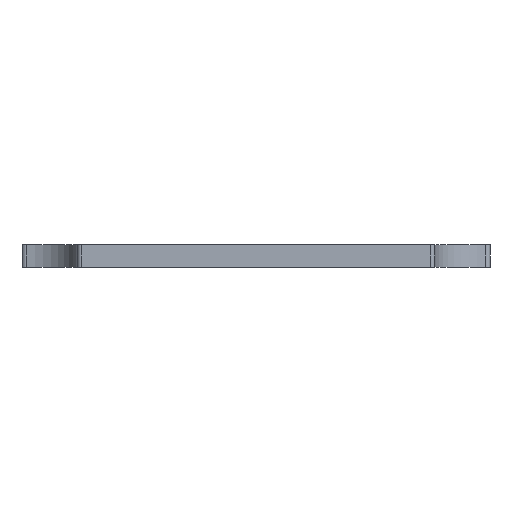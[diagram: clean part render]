
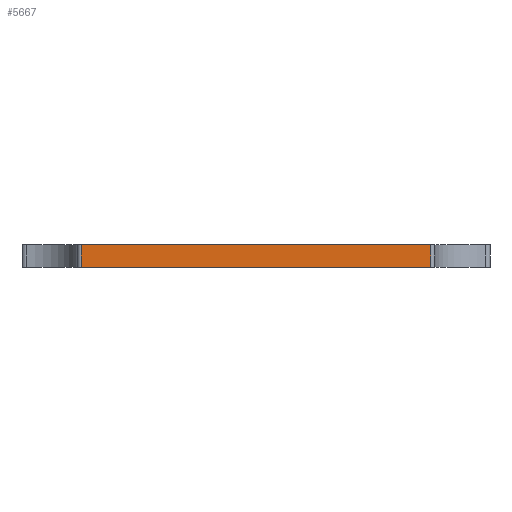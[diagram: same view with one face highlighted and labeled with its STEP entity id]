
A CAD part, left-side view. The second image highlights one B-rep face of the part: STEP entity #5667.
In plain terms, the highlighted planar face has unit normal (-1, 0, 0).
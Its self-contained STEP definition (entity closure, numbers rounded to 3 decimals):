
#91 = PLANE('',#92);
#92 = AXIS2_PLACEMENT_3D('',#93,#94,#95);
#93 = CARTESIAN_POINT('',(156.75,-107.,1.6));
#94 = DIRECTION('',(-0.,-0.,-1.));
#95 = DIRECTION('',(-1.,0.,0.));
#123 = CYLINDRICAL_SURFACE('',#124,0.3);
#124 = AXIS2_PLACEMENT_3D('',#125,#126,#127);
#125 = CARTESIAN_POINT('',(123.3,-119.7,0.));
#126 = DIRECTION('',(-0.,-0.,-1.));
#127 = DIRECTION('',(1.,0.,-0.));
#150 = PLANE('',#151);
#151 = AXIS2_PLACEMENT_3D('',#152,#153,#154);
#152 = CARTESIAN_POINT('',(156.75,-107.,0.));
#153 = DIRECTION('',(-0.,-0.,-1.));
#154 = DIRECTION('',(-1.,0.,0.));
#255 = EDGE_CURVE('',#256,#258,#260,.T.);
#256 = VERTEX_POINT('',#257);
#257 = CARTESIAN_POINT('',(123.,-119.7,0.));
#258 = VERTEX_POINT('',#259);
#259 = CARTESIAN_POINT('',(123.,-119.7,1.6));
#260 = SURFACE_CURVE('',#261,(#265,#272),.PCURVE_S1.);
#261 = LINE('',#262,#263);
#262 = CARTESIAN_POINT('',(123.,-119.7,0.));
#263 = VECTOR('',#264,1.);
#264 = DIRECTION('',(0.,0.,1.));
#265 = PCURVE('',#123,#266);
#266 = DEFINITIONAL_REPRESENTATION('',(#267),#271);
#267 = LINE('',#268,#269);
#268 = CARTESIAN_POINT('',(-3.142,0.));
#269 = VECTOR('',#270,1.);
#270 = DIRECTION('',(-0.,-1.));
#271 = ( GEOMETRIC_REPRESENTATION_CONTEXT(2) 
PARAMETRIC_REPRESENTATION_CONTEXT() REPRESENTATION_CONTEXT('2D SPACE',''
  ) );
#272 = PCURVE('',#273,#278);
#273 = PLANE('',#274);
#274 = AXIS2_PLACEMENT_3D('',#275,#276,#277);
#275 = CARTESIAN_POINT('',(123.,-119.7,0.));
#276 = DIRECTION('',(-1.,0.,0.));
#277 = DIRECTION('',(0.,1.,0.));
#278 = DEFINITIONAL_REPRESENTATION('',(#279),#283);
#279 = LINE('',#280,#281);
#280 = CARTESIAN_POINT('',(0.,0.));
#281 = VECTOR('',#282,1.);
#282 = DIRECTION('',(0.,-1.));
#283 = ( GEOMETRIC_REPRESENTATION_CONTEXT(2) 
PARAMETRIC_REPRESENTATION_CONTEXT() REPRESENTATION_CONTEXT('2D SPACE',''
  ) );
#343 = EDGE_CURVE('',#256,#344,#346,.T.);
#344 = VERTEX_POINT('',#345);
#345 = CARTESIAN_POINT('',(123.,-94.3,0.));
#346 = SURFACE_CURVE('',#347,(#351,#358),.PCURVE_S1.);
#347 = LINE('',#348,#349);
#348 = CARTESIAN_POINT('',(123.,-119.7,0.));
#349 = VECTOR('',#350,1.);
#350 = DIRECTION('',(0.,1.,0.));
#351 = PCURVE('',#150,#352);
#352 = DEFINITIONAL_REPRESENTATION('',(#353),#357);
#353 = LINE('',#354,#355);
#354 = CARTESIAN_POINT('',(33.75,-12.7));
#355 = VECTOR('',#356,1.);
#356 = DIRECTION('',(0.,1.));
#357 = ( GEOMETRIC_REPRESENTATION_CONTEXT(2) 
PARAMETRIC_REPRESENTATION_CONTEXT() REPRESENTATION_CONTEXT('2D SPACE',''
  ) );
#358 = PCURVE('',#273,#359);
#359 = DEFINITIONAL_REPRESENTATION('',(#360),#364);
#360 = LINE('',#361,#362);
#361 = CARTESIAN_POINT('',(0.,0.));
#362 = VECTOR('',#363,1.);
#363 = DIRECTION('',(1.,0.));
#364 = ( GEOMETRIC_REPRESENTATION_CONTEXT(2) 
PARAMETRIC_REPRESENTATION_CONTEXT() REPRESENTATION_CONTEXT('2D SPACE',''
  ) );
#387 = CYLINDRICAL_SURFACE('',#388,0.3);
#388 = AXIS2_PLACEMENT_3D('',#389,#390,#391);
#389 = CARTESIAN_POINT('',(123.3,-94.3,0.));
#390 = DIRECTION('',(-0.,-0.,-1.));
#391 = DIRECTION('',(1.,0.,-0.));
#3202 = EDGE_CURVE('',#258,#3203,#3205,.T.);
#3203 = VERTEX_POINT('',#3204);
#3204 = CARTESIAN_POINT('',(123.,-94.3,1.6));
#3205 = SURFACE_CURVE('',#3206,(#3210,#3217),.PCURVE_S1.);
#3206 = LINE('',#3207,#3208);
#3207 = CARTESIAN_POINT('',(123.,-119.7,1.6));
#3208 = VECTOR('',#3209,1.);
#3209 = DIRECTION('',(0.,1.,0.));
#3210 = PCURVE('',#91,#3211);
#3211 = DEFINITIONAL_REPRESENTATION('',(#3212),#3216);
#3212 = LINE('',#3213,#3214);
#3213 = CARTESIAN_POINT('',(33.75,-12.7));
#3214 = VECTOR('',#3215,1.);
#3215 = DIRECTION('',(0.,1.));
#3216 = ( GEOMETRIC_REPRESENTATION_CONTEXT(2) 
PARAMETRIC_REPRESENTATION_CONTEXT() REPRESENTATION_CONTEXT('2D SPACE',''
  ) );
#3217 = PCURVE('',#273,#3218);
#3218 = DEFINITIONAL_REPRESENTATION('',(#3219),#3223);
#3219 = LINE('',#3220,#3221);
#3220 = CARTESIAN_POINT('',(0.,-1.6));
#3221 = VECTOR('',#3222,1.);
#3222 = DIRECTION('',(1.,0.));
#3223 = ( GEOMETRIC_REPRESENTATION_CONTEXT(2) 
PARAMETRIC_REPRESENTATION_CONTEXT() REPRESENTATION_CONTEXT('2D SPACE',''
  ) );
#5667 = ADVANCED_FACE('',(#5668),#273,.T.);
#5668 = FACE_BOUND('',#5669,.T.);
#5669 = EDGE_LOOP('',(#5670,#5671,#5672,#5693));
#5670 = ORIENTED_EDGE('',*,*,#255,.T.);
#5671 = ORIENTED_EDGE('',*,*,#3202,.T.);
#5672 = ORIENTED_EDGE('',*,*,#5673,.F.);
#5673 = EDGE_CURVE('',#344,#3203,#5674,.T.);
#5674 = SURFACE_CURVE('',#5675,(#5679,#5686),.PCURVE_S1.);
#5675 = LINE('',#5676,#5677);
#5676 = CARTESIAN_POINT('',(123.,-94.3,0.));
#5677 = VECTOR('',#5678,1.);
#5678 = DIRECTION('',(0.,0.,1.));
#5679 = PCURVE('',#273,#5680);
#5680 = DEFINITIONAL_REPRESENTATION('',(#5681),#5685);
#5681 = LINE('',#5682,#5683);
#5682 = CARTESIAN_POINT('',(25.4,0.));
#5683 = VECTOR('',#5684,1.);
#5684 = DIRECTION('',(0.,-1.));
#5685 = ( GEOMETRIC_REPRESENTATION_CONTEXT(2) 
PARAMETRIC_REPRESENTATION_CONTEXT() REPRESENTATION_CONTEXT('2D SPACE',''
  ) );
#5686 = PCURVE('',#387,#5687);
#5687 = DEFINITIONAL_REPRESENTATION('',(#5688),#5692);
#5688 = LINE('',#5689,#5690);
#5689 = CARTESIAN_POINT('',(-3.142,0.));
#5690 = VECTOR('',#5691,1.);
#5691 = DIRECTION('',(-0.,-1.));
#5692 = ( GEOMETRIC_REPRESENTATION_CONTEXT(2) 
PARAMETRIC_REPRESENTATION_CONTEXT() REPRESENTATION_CONTEXT('2D SPACE',''
  ) );
#5693 = ORIENTED_EDGE('',*,*,#343,.F.);
